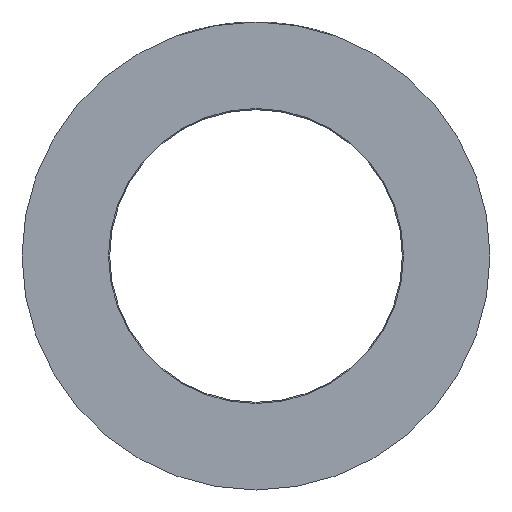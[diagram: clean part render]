
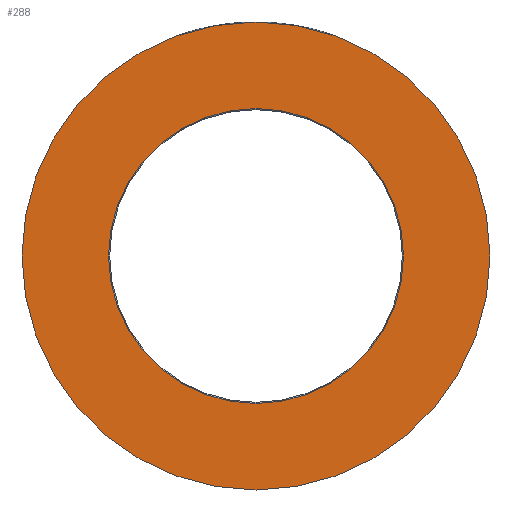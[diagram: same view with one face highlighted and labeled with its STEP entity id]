
A CAD part, front view. The second image highlights one B-rep face of the part: STEP entity #288.
In plain terms, the highlighted planar face has unit normal (0, -1, 0).
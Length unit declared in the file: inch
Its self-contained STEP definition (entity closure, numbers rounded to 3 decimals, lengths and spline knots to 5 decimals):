
#40 = AXIS2_PLACEMENT_3D ( 'NONE', #167, #165, #164 ) ;
#49 = AXIS2_PLACEMENT_3D ( 'NONE', #439, #688, #597 ) ;
#70 = AXIS2_PLACEMENT_3D ( 'NONE', #769, #728, #633 ) ;
#97 = CIRCLE ( 'NONE', #40, 0.24985 ) ;
#106 = EDGE_CURVE ( 'NONE', #311, #664, #310, .T. ) ;
#162 = CIRCLE ( 'NONE', #629, 0.15748 ) ;
#164 = DIRECTION ( 'NONE',  ( 0., 0., 1. ) ) ;
#165 = DIRECTION ( 'NONE',  ( 0., 1., 0. ) ) ;
#167 = CARTESIAN_POINT ( 'NONE',  ( 0., 0., 0. ) ) ;
#181 = CIRCLE ( 'NONE', #49, 0.15748 ) ;
#203 = FACE_OUTER_BOUND ( 'NONE', #410, .T. ) ;
#221 = FACE_BOUND ( 'NONE', #434, .T. ) ;
#257 = DIRECTION ( 'NONE',  ( 0., 1., 0. ) ) ;
#279 = CARTESIAN_POINT ( 'NONE',  ( 0., 0., 0.24985 ) ) ;
#288 = ADVANCED_FACE ( 'NONE', ( #221, #203 ), #617, .F. ) ;
#294 = DIRECTION ( 'NONE',  ( 0., 0., -1. ) ) ;
#296 = DIRECTION ( 'NONE',  ( 0., -1., 0. ) ) ;
#299 = CARTESIAN_POINT ( 'NONE',  ( 0., 0., 0. ) ) ;
#310 = CIRCLE ( 'NONE', #752, 0.24985 ) ;
#311 = VERTEX_POINT ( 'NONE', #586 ) ;
#342 = ORIENTED_EDGE ( 'NONE', *, *, #651, .F. ) ;
#399 = ORIENTED_EDGE ( 'NONE', *, *, #733, .F. ) ;
#410 = EDGE_LOOP ( 'NONE', ( #778, #399 ) ) ;
#434 = EDGE_LOOP ( 'NONE', ( #599, #342 ) ) ;
#439 = CARTESIAN_POINT ( 'NONE',  ( 0., 0., 0. ) ) ;
#472 = VERTEX_POINT ( 'NONE', #657 ) ;
#506 = CARTESIAN_POINT ( 'NONE',  ( 0., 0., 0.15748 ) ) ;
#527 = EDGE_CURVE ( 'NONE', #472, #577, #181, .T. ) ;
#577 = VERTEX_POINT ( 'NONE', #506 ) ;
#586 = CARTESIAN_POINT ( 'NONE',  ( 0., 0., -0.24985 ) ) ;
#597 = DIRECTION ( 'NONE',  ( 0., 0., -1. ) ) ;
#599 = ORIENTED_EDGE ( 'NONE', *, *, #527, .F. ) ;
#617 = PLANE ( 'NONE',  #70 ) ;
#629 = AXIS2_PLACEMENT_3D ( 'NONE', #299, #296, #294 ) ;
#633 = DIRECTION ( 'NONE',  ( 0., 0., 1. ) ) ;
#636 = CARTESIAN_POINT ( 'NONE',  ( 0., 0., 0. ) ) ;
#651 = EDGE_CURVE ( 'NONE', #577, #472, #162, .T. ) ;
#653 = DIRECTION ( 'NONE',  ( 0., 0., 1. ) ) ;
#657 = CARTESIAN_POINT ( 'NONE',  ( 0., 0., -0.15748 ) ) ;
#664 = VERTEX_POINT ( 'NONE', #279 ) ;
#688 = DIRECTION ( 'NONE',  ( 0., -1., 0. ) ) ;
#728 = DIRECTION ( 'NONE',  ( 0., 1., 0. ) ) ;
#733 = EDGE_CURVE ( 'NONE', #664, #311, #97, .T. ) ;
#752 = AXIS2_PLACEMENT_3D ( 'NONE', #636, #257, #653 ) ;
#769 = CARTESIAN_POINT ( 'NONE',  ( 0., 0., 0. ) ) ;
#778 = ORIENTED_EDGE ( 'NONE', *, *, #106, .F. ) ;
